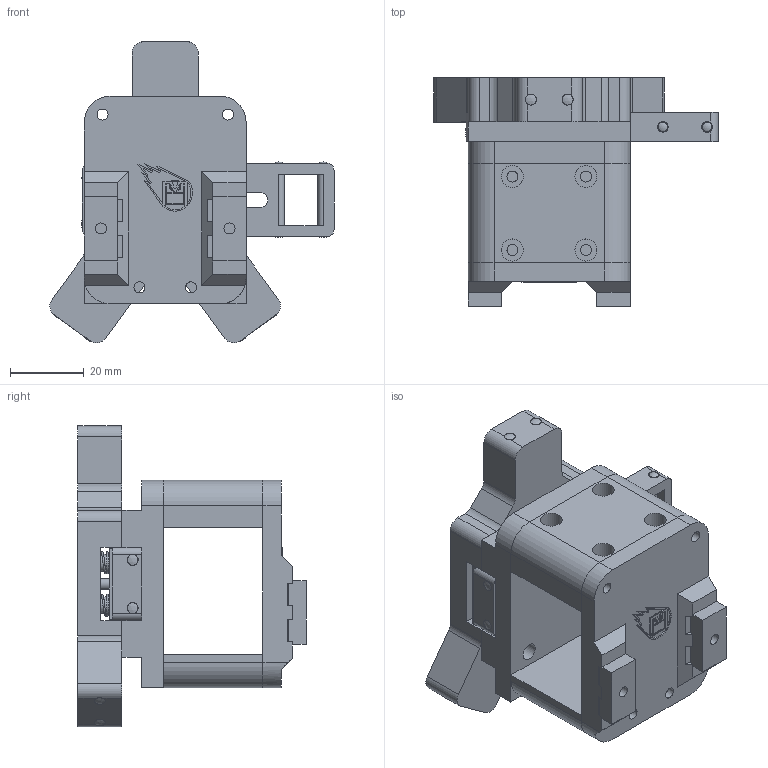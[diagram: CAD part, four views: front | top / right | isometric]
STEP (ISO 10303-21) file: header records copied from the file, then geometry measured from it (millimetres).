
FILE_DESCRIPTION(/* description */ ('STEP AP242','CAx-IF Rec.Pracs.---Representation and Presentation of Product Manufacturing Information (PMI)---4.0---2014-10-13','CAx-IF Rec.Pracs.---3D Tessellated Geometry---0.4---2014-09-14','2;1'),/* implementation_level */ '2;1');
FILE_NAME(/* name */ '67ee1abd8651f642bd1a009c',/* time_stamp */ '2025-04-03T05:21:02Z',/* author */ (''),/* organization */ (''),/* preprocessor_version */ 'ST-DEVELOPER v20',/* originating_system */ 'ONSHAPE BY PTC INC, 1.195',/* authorisation */ ' ');
FILE_SCHEMA (('AP242_MANAGED_MODEL_BASED_3D_ENGINEERING_MIM_LF { 1 0 10303 442 1 1 4 }'));
Length unit declared in the file: metre
Products named in the file (13): toolhead carriage; spring OD6 ID5; m3 x 16mm dowel pin; lock slider; front belt plate; m3 x 20mm dowel pin; m3 x 30mm dowel pin (4); lock clamp; spring plate; Rail mount; back plate; Belt clampx2; bottom
Assembly tree (26 placements, depth 2):
  toolhead carriage
    spring OD6 ID5  x4
    m3 x 16mm dowel pin  x8
    lock slider
    front belt plate
    m3 x 20mm dowel pin  x3
    m3 x 30mm dowel pin (4)  x2
    lock clamp
    spring plate
    Rail mount
    back plate
    Belt clampx2  x2
    bottom
Bounding box: 77.31 x 62.2 x 82.09 mm (x, y, z)
Volume: 87481.1 mm3; surface area: 46285 mm2
Topology: 26 solids, 26 shells, 566 faces, 1445 edges, 963 vertices
Faces by surface type: plane 383, cylinder 126, sphere 24, bspline 16, cone 13, torus 4
Full cylindrical faces by diameter (mm): 2.9 x7, 3 x47, 3.9 x1, 4.5 x4, 4.7 x10, 6 x8, 6.5 x4
Entity records: 15119 total; most frequent: CARTESIAN_POINT 3387, DIRECTION 2285, ORIENTED_EDGE 2234, EDGE_CURVE 1117, LINE 823, VECTOR 823, VERTEX_POINT 788, AXIS2_PLACEMENT_3D 731
